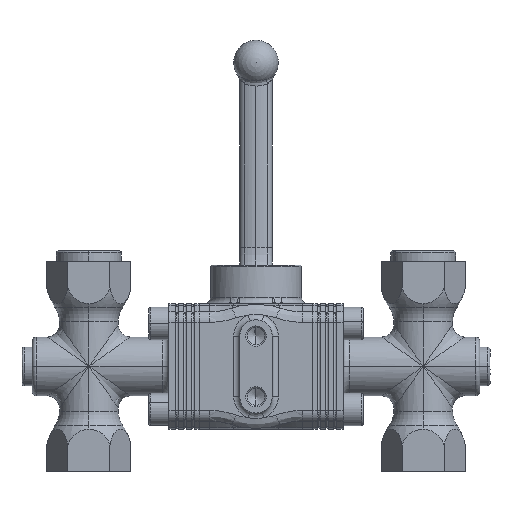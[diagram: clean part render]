
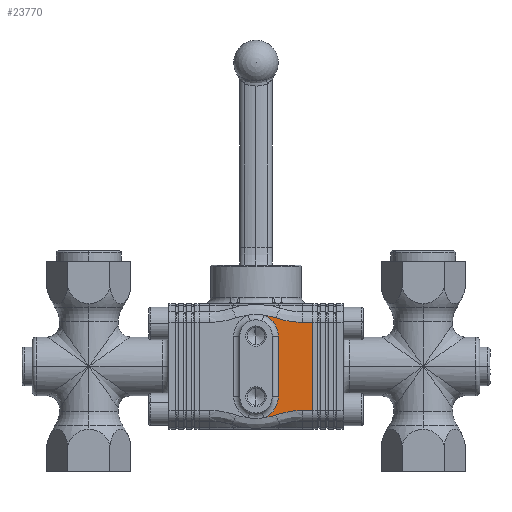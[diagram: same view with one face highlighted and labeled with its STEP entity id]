
A CAD part, front view. The second image highlights one B-rep face of the part: STEP entity #23770.
In plain terms, the highlighted planar face has unit normal (0, -1, 0).
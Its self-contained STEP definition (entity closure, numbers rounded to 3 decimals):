
#421 = EDGE_CURVE ( 'NONE', #24708, #55370, #5858, .T. ) ;
#648 = EDGE_LOOP ( 'NONE', ( #75315, #7249, #21289, #41210, #74912, #6660, #23227, #37908, #1306, #16335 ) ) ;
#746 = CARTESIAN_POINT ( 'NONE',  ( 5.928, -31.2, -25.005 ) ) ;
#782 = CARTESIAN_POINT ( 'NONE',  ( 9.961, -31.2, 23.913 ) ) ;
#950 = CARTESIAN_POINT ( 'NONE',  ( 12.064, -31.2, 23.225 ) ) ;
#1114 = CARTESIAN_POINT ( 'NONE',  ( 11.005, -31.2, -23.542 ) ) ;
#1306 = ORIENTED_EDGE ( 'NONE', *, *, #25136, .T. ) ;
#1374 = CARTESIAN_POINT ( 'NONE',  ( 23., -31.2, -21.762 ) ) ;
#3638 = B_SPLINE_CURVE_WITH_KNOTS ( 'NONE', 3,
 ( #13071, #37637, #746, #56261, #19229, #62386 ),
 .UNSPECIFIED., .F., .F.,
 ( 4, 2, 4 ),
 ( 0.014, 0.017, 0.02 ),
 .UNSPECIFIED. ) ;
#3964 = EDGE_CURVE ( 'NONE', #7434, #6140, #68340, .T. ) ;
#5858 = LINE ( 'NONE', #16901, #28890 ) ;
#6140 = VERTEX_POINT ( 'NONE', #25370 ) ;
#6660 = ORIENTED_EDGE ( 'NONE', *, *, #62807, .T. ) ;
#6725 = VECTOR ( 'NONE', #73549, 1000. ) ;
#6957 = CARTESIAN_POINT ( 'NONE',  ( 4.905, -31.2, 25.177 ) ) ;
#7120 = CARTESIAN_POINT ( 'NONE',  ( 9.961, -31.2, 23.913 ) ) ;
#7159 = AXIS2_PLACEMENT_3D ( 'NONE', #51557, #14570, #57730 ) ;
#7249 = ORIENTED_EDGE ( 'NONE', *, *, #36969, .T. ) ;
#7253 = DIRECTION ( 'NONE',  ( -1., 0., 0. ) ) ;
#7434 = VERTEX_POINT ( 'NONE', #36224 ) ;
#9129 = CARTESIAN_POINT ( 'NONE',  ( 3.864, -31.2, -25.299 ) ) ;
#13071 = CARTESIAN_POINT ( 'NONE',  ( 3.864, -31.2, -25.299 ) ) ;
#14570 = DIRECTION ( 'NONE',  ( 0., -1., 0. ) ) ;
#15634 = VERTEX_POINT ( 'NONE', #28114 ) ;
#16274 = FACE_OUTER_BOUND ( 'NONE', #648, .T. ) ;
#16335 = ORIENTED_EDGE ( 'NONE', *, *, #62318, .T. ) ;
#16901 = CARTESIAN_POINT ( 'NONE',  ( 28., -31.2, 0. ) ) ;
#17873 = CARTESIAN_POINT ( 'NONE',  ( 23., -31.2, 21.762 ) ) ;
#19183 = CARTESIAN_POINT ( 'NONE',  ( 20.784, -31.2, 21.762 ) ) ;
#19229 = CARTESIAN_POINT ( 'NONE',  ( 8.968, -31.2, -24.267 ) ) ;
#19616 = CARTESIAN_POINT ( 'NONE',  ( 12.065, -31.2, -23.225 ) ) ;
#20451 = PLANE ( 'NONE',  #7159 ) ;
#20469 = B_SPLINE_CURVE_WITH_KNOTS ( 'NONE', 3,
 ( #68682, #1114, #19616, #62778, #25821, #68943, #32040, #75121, #38275, #1374 ),
 .UNSPECIFIED., .F., .F.,
 ( 4, 2, 2, 2, 4 ),
 ( 0., 0.003, 0.007, 0.01, 0.013 ),
 .UNSPECIFIED. ) ;
#21289 = ORIENTED_EDGE ( 'NONE', *, *, #43741, .T. ) ;
#23227 = ORIENTED_EDGE ( 'NONE', *, *, #69494, .T. ) ;
#23549 = LINE ( 'NONE', #44217, #70784 ) ;
#23770 = ADVANCED_FACE ( 'NONE', ( #16274 ), #20451, .T. ) ;
#24708 = VERTEX_POINT ( 'NONE', #61782 ) ;
#25136 = EDGE_CURVE ( 'NONE', #55370, #30963, #23549, .T. ) ;
#25370 = CARTESIAN_POINT ( 'NONE',  ( 3.864, -31.2, 25.299 ) ) ;
#25821 = CARTESIAN_POINT ( 'NONE',  ( 15.298, -31.2, -22.462 ) ) ;
#28086 = VERTEX_POINT ( 'NONE', #79605 ) ;
#28114 = CARTESIAN_POINT ( 'NONE',  ( 11., -31.2, 15. ) ) ;
#28820 = CARTESIAN_POINT ( 'NONE',  ( 28., -31.2, 21.762 ) ) ;
#28890 = VECTOR ( 'NONE', #38240, 1000. ) ;
#29313 = DIRECTION ( 'NONE',  ( 0., 1., 0. ) ) ;
#30135 = AXIS2_PLACEMENT_3D ( 'NONE', #31111, #74202, #37313 ) ;
#30963 = VERTEX_POINT ( 'NONE', #49173 ) ;
#31111 = CARTESIAN_POINT ( 'NONE',  ( 0., -31.2, -15. ) ) ;
#31561 = VECTOR ( 'NONE', #62924, 1000. ) ;
#31613 = CARTESIAN_POINT ( 'NONE',  ( 18.571, -31.2, 21.934 ) ) ;
#32040 = CARTESIAN_POINT ( 'NONE',  ( 18.585, -31.2, -21.98 ) ) ;
#32380 = B_SPLINE_CURVE_WITH_KNOTS ( 'NONE', 3,
 ( #17873, #19183, #31613, #74693, #37844, #950, #44080, #7120 ),
 .UNSPECIFIED., .F., .F.,
 ( 4, 2, 2, 4 ),
 ( 0., 0.007, 0.01, 0.013 ),
 .UNSPECIFIED. ) ;
#33895 = EDGE_CURVE ( 'NONE', #39378, #39605, #3638, .T. ) ;
#34957 = CARTESIAN_POINT ( 'NONE',  ( 11., -31.2, -15. ) ) ;
#36224 = CARTESIAN_POINT ( 'NONE',  ( 9.961, -31.2, 23.913 ) ) ;
#36969 = EDGE_CURVE ( 'NONE', #6140, #15634, #40211, .T. ) ;
#37313 = DIRECTION ( 'NONE',  ( 0., 0., -1. ) ) ;
#37637 = CARTESIAN_POINT ( 'NONE',  ( 4.901, -31.2, -25.177 ) ) ;
#37683 = CARTESIAN_POINT ( 'NONE',  ( 8.972, -31.2, 24.265 ) ) ;
#37844 = CARTESIAN_POINT ( 'NONE',  ( 14.206, -31.2, 22.686 ) ) ;
#37908 = ORIENTED_EDGE ( 'NONE', *, *, #421, .T. ) ;
#38240 = DIRECTION ( 'NONE',  ( 0., 0., 1. ) ) ;
#38275 = CARTESIAN_POINT ( 'NONE',  ( 21.892, -31.2, -21.762 ) ) ;
#38698 = CARTESIAN_POINT ( 'NONE',  ( 11., -31.2, 0. ) ) ;
#39378 = VERTEX_POINT ( 'NONE', #9129 ) ;
#39414 = AXIS2_PLACEMENT_3D ( 'NONE', #66250, #29313, #72454 ) ;
#39605 = VERTEX_POINT ( 'NONE', #61644 ) ;
#40211 = CIRCLE ( 'NONE', #39414, 11. ) ;
#41210 = ORIENTED_EDGE ( 'NONE', *, *, #72598, .T. ) ;
#43741 = EDGE_CURVE ( 'NONE', #15634, #58471, #49967, .T. ) ;
#43898 = CARTESIAN_POINT ( 'NONE',  ( 5.934, -31.2, 25.004 ) ) ;
#44080 = CARTESIAN_POINT ( 'NONE',  ( 11.006, -31.2, 23.542 ) ) ;
#44217 = CARTESIAN_POINT ( 'NONE',  ( 28., -31.2, 21.762 ) ) ;
#44993 = CIRCLE ( 'NONE', #30135, 11. ) ;
#49173 = CARTESIAN_POINT ( 'NONE',  ( 23., -31.2, 21.762 ) ) ;
#49967 = LINE ( 'NONE', #38698, #31561 ) ;
#50110 = CARTESIAN_POINT ( 'NONE',  ( 3.864, -31.2, 25.299 ) ) ;
#51557 = CARTESIAN_POINT ( 'NONE',  ( 28., -31.2, 0. ) ) ;
#55370 = VERTEX_POINT ( 'NONE', #28820 ) ;
#56261 = CARTESIAN_POINT ( 'NONE',  ( 7.962, -31.2, -24.549 ) ) ;
#57730 = DIRECTION ( 'NONE',  ( 0., 0., -1. ) ) ;
#58471 = VERTEX_POINT ( 'NONE', #34957 ) ;
#61644 = CARTESIAN_POINT ( 'NONE',  ( 9.961, -31.2, -23.913 ) ) ;
#61782 = CARTESIAN_POINT ( 'NONE',  ( 28., -31.2, -21.762 ) ) ;
#62318 = EDGE_CURVE ( 'NONE', #30963, #7434, #32380, .T. ) ;
#62386 = CARTESIAN_POINT ( 'NONE',  ( 9.961, -31.2, -23.913 ) ) ;
#62778 = CARTESIAN_POINT ( 'NONE',  ( 14.214, -31.2, -22.684 ) ) ;
#62807 = EDGE_CURVE ( 'NONE', #39605, #28086, #20469, .T. ) ;
#62924 = DIRECTION ( 'NONE',  ( 0., 0., -1. ) ) ;
#66250 = CARTESIAN_POINT ( 'NONE',  ( 0., -31.2, 15. ) ) ;
#67384 = CARTESIAN_POINT ( 'NONE',  ( 28., -31.2, -21.762 ) ) ;
#68340 = B_SPLINE_CURVE_WITH_KNOTS ( 'NONE', 3,
 ( #782, #37683, #74530, #43898, #6957, #50110 ),
 .UNSPECIFIED., .F., .F.,
 ( 4, 2, 4 ),
 ( 0., 0.003, 0.006 ),
 .UNSPECIFIED. ) ;
#68682 = CARTESIAN_POINT ( 'NONE',  ( 9.961, -31.2, -23.913 ) ) ;
#68943 = CARTESIAN_POINT ( 'NONE',  ( 17.485, -31.2, -22.11 ) ) ;
#69494 = EDGE_CURVE ( 'NONE', #28086, #24708, #72249, .T. ) ;
#70784 = VECTOR ( 'NONE', #7253, 1000. ) ;
#72249 = LINE ( 'NONE', #67384, #6725 ) ;
#72454 = DIRECTION ( 'NONE',  ( 0., 0., -1. ) ) ;
#72598 = EDGE_CURVE ( 'NONE', #58471, #39378, #44993, .T. ) ;
#73549 = DIRECTION ( 'NONE',  ( 1., 0., 0. ) ) ;
#74202 = DIRECTION ( 'NONE',  ( 0., 1., 0. ) ) ;
#74530 = CARTESIAN_POINT ( 'NONE',  ( 7.968, -31.2, 24.547 ) ) ;
#74693 = CARTESIAN_POINT ( 'NONE',  ( 15.291, -31.2, 22.463 ) ) ;
#74912 = ORIENTED_EDGE ( 'NONE', *, *, #33895, .T. ) ;
#75121 = CARTESIAN_POINT ( 'NONE',  ( 20.788, -31.2, -21.806 ) ) ;
#75315 = ORIENTED_EDGE ( 'NONE', *, *, #3964, .T. ) ;
#79605 = CARTESIAN_POINT ( 'NONE',  ( 23., -31.2, -21.762 ) ) ;
